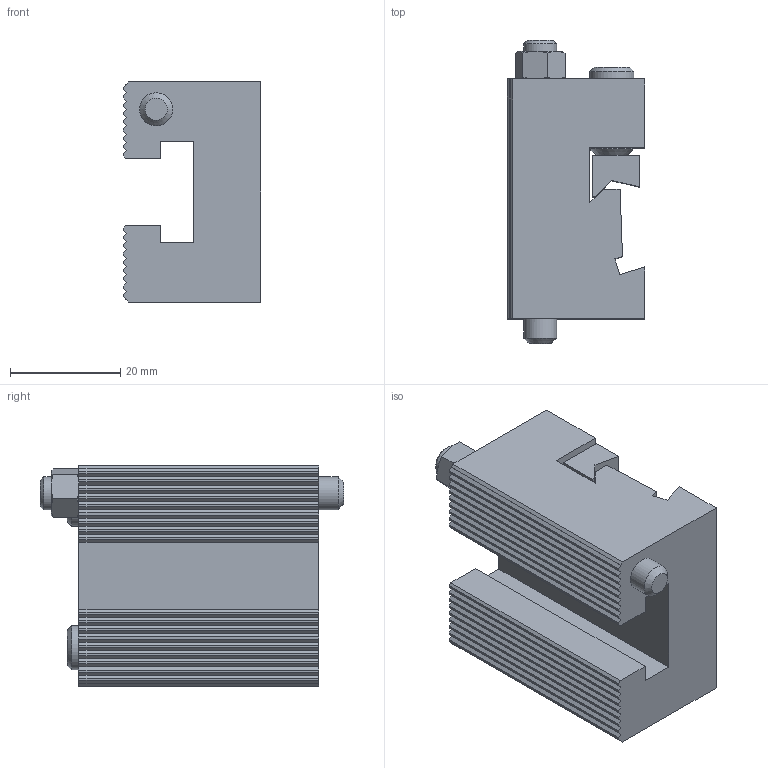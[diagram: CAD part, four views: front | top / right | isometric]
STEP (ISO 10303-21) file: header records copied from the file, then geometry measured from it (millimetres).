
FILE_DESCRIPTION(/* description */ (''),/* implementation_level */ '2;1');
FILE_NAME(/* name */ 'W9990074A_stp.stp',/* time_stamp */ '2009-06-17T10:11:25+02:00',/* author */ (''),/* organization */ (''),/* preprocessor_version */ 'ST-DEVELOPER v11',/* originating_system */ 'UGS - NX 5.0',/* authorisation */ '');
FILE_SCHEMA (('AUTOMOTIVE_DESIGN { 1 0 10303 214 0 1 1 1 }'));
Length unit declared in the file: millimetre
Products named in the file (1): krue8E9Cd9yz
Bounding box: 25 x 55 x 40 mm (x, y, z)
Volume: 32821 mm3; surface area: 12624.7 mm2
Topology: 3 solids, 3 shells, 144 faces, 389 edges, 259 vertices
Faces by surface type: plane 121, cone 18, cylinder 5
Full cylindrical faces by diameter (mm): 3.8 x1, 6 x2, 8 x2
Entity records: 4412 total; most frequent: CARTESIAN_POINT 844, ORIENTED_EDGE 746, DIRECTION 667, EDGE_CURVE 373, LINE 321, VECTOR 321, VERTEX_POINT 254, AXIS2_PLACEMENT_3D 173
